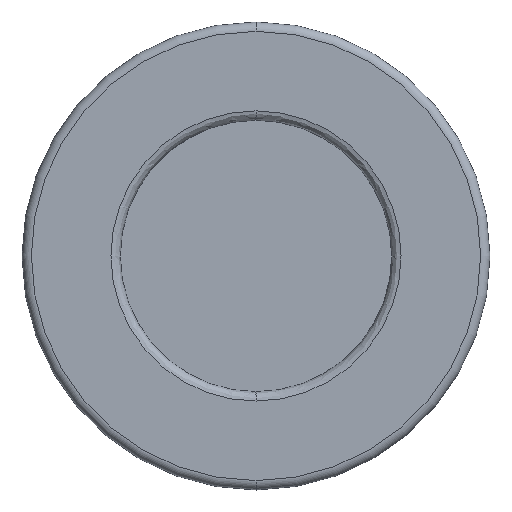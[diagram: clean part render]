
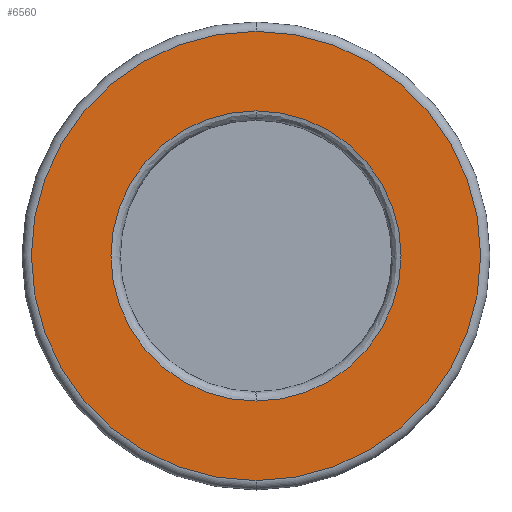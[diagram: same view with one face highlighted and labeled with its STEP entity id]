
A CAD part, top view. The second image highlights one B-rep face of the part: STEP entity #6560.
In plain terms, the highlighted planar face has unit normal (0, 0, 1).
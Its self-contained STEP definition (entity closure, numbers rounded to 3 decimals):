
#6210=CARTESIAN_POINT('',(29.952,-13.5,0.));
#6220=DIRECTION('',(0.,0.,-1.));
#6230=DIRECTION('',(0.,1.,0.));
#6240=AXIS2_PLACEMENT_3D('',#6210,#6220,#6230);
#6250=PLANE('',#6240);
#6260=CARTESIAN_POINT('',(29.952,5.,0.));
#6270=DIRECTION('',(0.,0.,1.));
#6280=DIRECTION('',(0.,-1.,0.));
#6290=AXIS2_PLACEMENT_3D('',#6260,#6270,#6280);
#6300=CIRCLE('',#6290,15.5);
#6310=CARTESIAN_POINT('',(29.952,-10.5,0.));
#6320=VERTEX_POINT('',#6310);
#6330=CARTESIAN_POINT('',(29.952,20.5,0.));
#6340=VERTEX_POINT('',#6330);
#6350=EDGE_CURVE('',#6320,#6340,#6300,.T.);
#6360=ORIENTED_EDGE('',*,*,#6350,.F.);
#6370=EDGE_CURVE('',#6340,#6320,#6300,.T.);
#6380=ORIENTED_EDGE('',*,*,#6370,.F.);
#6390=EDGE_LOOP('',(#6380,#6360));
#6400=FACE_BOUND('',#6390,.T.);
#6410=CARTESIAN_POINT('',(29.952,5.,0.));
#6420=DIRECTION('',(0.,0.,-1.));
#6430=DIRECTION('',(0.,1.,0.));
#6440=AXIS2_PLACEMENT_3D('',#6410,#6420,#6430);
#6450=CIRCLE('',#6440,24.);
#6460=CARTESIAN_POINT('',(29.952,29.,0.));
#6470=VERTEX_POINT('',#6460);
#6480=CARTESIAN_POINT('',(29.952,-19.,0.));
#6490=VERTEX_POINT('',#6480);
#6500=EDGE_CURVE('',#6470,#6490,#6450,.T.);
#6510=ORIENTED_EDGE('',*,*,#6500,.F.);
#6520=EDGE_CURVE('',#6490,#6470,#6450,.T.);
#6530=ORIENTED_EDGE('',*,*,#6520,.F.);
#6540=EDGE_LOOP('',(#6530,#6510));
#6550=FACE_OUTER_BOUND('',#6540,.T.);
#6560=ADVANCED_FACE('',(#6400,#6550),#6250,.F.);
